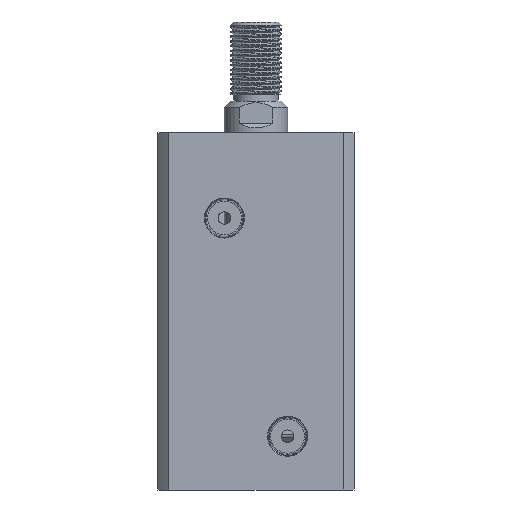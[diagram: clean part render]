
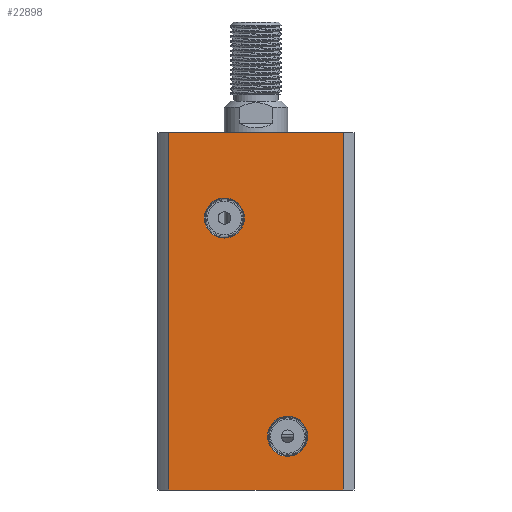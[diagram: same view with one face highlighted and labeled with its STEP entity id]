
A CAD part, left-side view. The second image highlights one B-rep face of the part: STEP entity #22898.
In plain terms, the highlighted planar face has unit normal (-1, 0, 0).
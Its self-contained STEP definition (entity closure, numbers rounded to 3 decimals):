
#121 = VERTEX_POINT ( 'NONE', #1728 ) ;
#214 = LINE ( 'NONE', #5270, #23124 ) ;
#552 = EDGE_CURVE ( 'NONE', #121, #6718, #8531, .T. ) ;
#1728 = CARTESIAN_POINT ( 'NONE',  ( -31., -10., -33.165 ) ) ;
#1902 = EDGE_LOOP ( 'NONE', ( #25109, #20785 ) ) ;
#2343 = VECTOR ( 'NONE', #18753, 1000. ) ;
#2401 = DIRECTION ( 'NONE',  ( 0., 0., 1. ) ) ;
#2433 = EDGE_CURVE ( 'NONE', #11002, #14884, #7883, .T. ) ;
#2489 = DIRECTION ( 'NONE',  ( -1., 0., 0. ) ) ;
#2761 = DIRECTION ( 'NONE',  ( -1., 0., 0. ) ) ;
#2822 = DIRECTION ( 'NONE',  ( -1., 0., 0. ) ) ;
#2932 = AXIS2_PLACEMENT_3D ( 'NONE', #8275, #21958, #4080 ) ;
#2988 = DIRECTION ( 'NONE',  ( 0., 0., 1. ) ) ;
#3050 = VECTOR ( 'NONE', #13652, 1000. ) ;
#3732 = AXIS2_PLACEMENT_3D ( 'NONE', #10365, #2489, #2401 ) ;
#3762 = FACE_BOUND ( 'NONE', #23513, .T. ) ;
#4080 = DIRECTION ( 'NONE',  ( 0., 1., 0. ) ) ;
#4469 = ORIENTED_EDGE ( 'NONE', *, *, #10675, .T. ) ;
#4569 = ORIENTED_EDGE ( 'NONE', *, *, #2433, .F. ) ;
#4663 = AXIS2_PLACEMENT_3D ( 'NONE', #14320, #2761, #10383 ) ;
#5063 = CARTESIAN_POINT ( 'NONE',  ( -31., 27.591, 56.5 ) ) ;
#5270 = CARTESIAN_POINT ( 'NONE',  ( -31., -27.591, 56.5 ) ) ;
#5361 = DIRECTION ( 'NONE',  ( 0., 0., -1. ) ) ;
#5374 = CIRCLE ( 'NONE', #3732, 6.335 ) ;
#5435 = EDGE_CURVE ( 'NONE', #6718, #121, #5374, .T. ) ;
#6130 = EDGE_CURVE ( 'NONE', #14884, #11002, #16824, .T. ) ;
#6243 = DIRECTION ( 'NONE',  ( 0., 0., 1. ) ) ;
#6718 = VERTEX_POINT ( 'NONE', #10065 ) ;
#7074 = VERTEX_POINT ( 'NONE', #19625 ) ;
#7474 = CARTESIAN_POINT ( 'NONE',  ( -31., -27.591, -56.5 ) ) ;
#7826 = CARTESIAN_POINT ( 'NONE',  ( -31., 27.591, -56.5 ) ) ;
#7883 = CIRCLE ( 'NONE', #4663, 6.335 ) ;
#8275 = CARTESIAN_POINT ( 'NONE',  ( -31., 27.591, 56.5 ) ) ;
#8416 = ORIENTED_EDGE ( 'NONE', *, *, #11609, .T. ) ;
#8531 = CIRCLE ( 'NONE', #24018, 6.335 ) ;
#9635 = ORIENTED_EDGE ( 'NONE', *, *, #17770, .F. ) ;
#10065 = CARTESIAN_POINT ( 'NONE',  ( -31., -10., -45.835 ) ) ;
#10365 = CARTESIAN_POINT ( 'NONE',  ( -31., -10., -39.5 ) ) ;
#10383 = DIRECTION ( 'NONE',  ( 0., 0., 1. ) ) ;
#10675 = EDGE_CURVE ( 'NONE', #7074, #12109, #18655, .T. ) ;
#11002 = VERTEX_POINT ( 'NONE', #12636 ) ;
#11609 = EDGE_CURVE ( 'NONE', #15103, #7074, #17861, .T. ) ;
#12109 = VERTEX_POINT ( 'NONE', #7474 ) ;
#12358 = FACE_OUTER_BOUND ( 'NONE', #13959, .T. ) ;
#12636 = CARTESIAN_POINT ( 'NONE',  ( -31., 10., 23.165 ) ) ;
#12954 = FACE_BOUND ( 'NONE', #1902, .T. ) ;
#12990 = ORIENTED_EDGE ( 'NONE', *, *, #16575, .F. ) ;
#13324 = VERTEX_POINT ( 'NONE', #18443 ) ;
#13652 = DIRECTION ( 'NONE',  ( 0., -1., 0. ) ) ;
#13959 = EDGE_LOOP ( 'NONE', ( #4469, #9635, #12990, #8416 ) ) ;
#14320 = CARTESIAN_POINT ( 'NONE',  ( -31., 10., 29.5 ) ) ;
#14884 = VERTEX_POINT ( 'NONE', #19262 ) ;
#15103 = VERTEX_POINT ( 'NONE', #20267 ) ;
#16000 = CARTESIAN_POINT ( 'NONE',  ( -31., 27.591, 56.5 ) ) ;
#16132 = LINE ( 'NONE', #5063, #2343 ) ;
#16575 = EDGE_CURVE ( 'NONE', #15103, #13324, #16132, .T. ) ;
#16649 = VECTOR ( 'NONE', #21971, 1000. ) ;
#16824 = CIRCLE ( 'NONE', #18010, 6.335 ) ;
#17770 = EDGE_CURVE ( 'NONE', #13324, #12109, #214, .T. ) ;
#17861 = LINE ( 'NONE', #16000, #16649 ) ;
#17872 = DIRECTION ( 'NONE',  ( -1., 0., 0. ) ) ;
#18010 = AXIS2_PLACEMENT_3D ( 'NONE', #20599, #2822, #2988 ) ;
#18443 = CARTESIAN_POINT ( 'NONE',  ( -31., -27.591, 56.5 ) ) ;
#18655 = LINE ( 'NONE', #7826, #3050 ) ;
#18753 = DIRECTION ( 'NONE',  ( 0., -1., 0. ) ) ;
#19262 = CARTESIAN_POINT ( 'NONE',  ( -31., 10., 35.835 ) ) ;
#19625 = CARTESIAN_POINT ( 'NONE',  ( -31., 27.591, -56.5 ) ) ;
#19912 = PLANE ( 'NONE',  #2932 ) ;
#20267 = CARTESIAN_POINT ( 'NONE',  ( -31., 27.591, 56.5 ) ) ;
#20599 = CARTESIAN_POINT ( 'NONE',  ( -31., 10., 29.5 ) ) ;
#20785 = ORIENTED_EDGE ( 'NONE', *, *, #5435, .F. ) ;
#21958 = DIRECTION ( 'NONE',  ( 1., 0., 0. ) ) ;
#21971 = DIRECTION ( 'NONE',  ( 0., 0., -1. ) ) ;
#22341 = ORIENTED_EDGE ( 'NONE', *, *, #6130, .F. ) ;
#22898 = ADVANCED_FACE ( 'NONE', ( #3762, #12954, #12358 ), #19912, .F. ) ;
#23124 = VECTOR ( 'NONE', #5361, 1000. ) ;
#23513 = EDGE_LOOP ( 'NONE', ( #22341, #4569 ) ) ;
#24018 = AXIS2_PLACEMENT_3D ( 'NONE', #24049, #17872, #6243 ) ;
#24049 = CARTESIAN_POINT ( 'NONE',  ( -31., -10., -39.5 ) ) ;
#25109 = ORIENTED_EDGE ( 'NONE', *, *, #552, .F. ) ;
